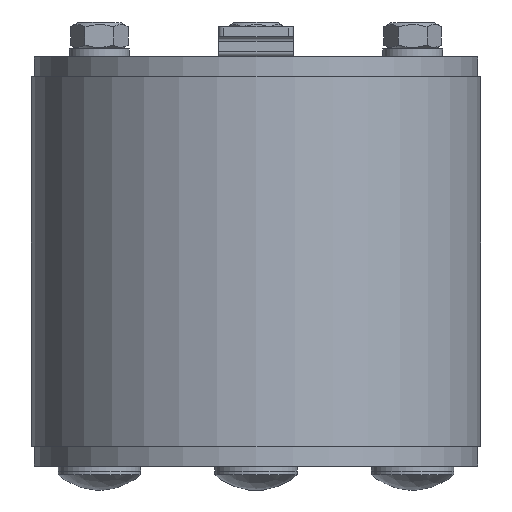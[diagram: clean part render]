
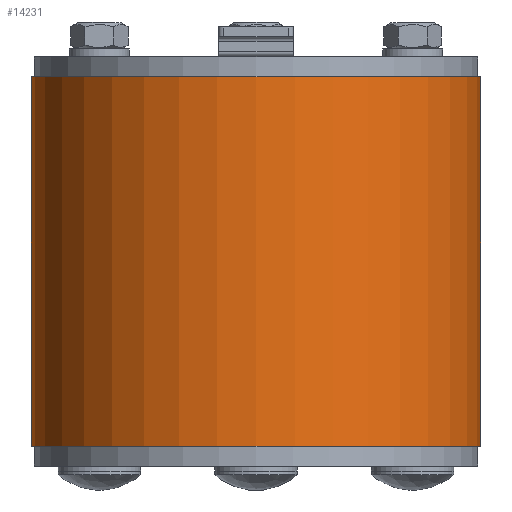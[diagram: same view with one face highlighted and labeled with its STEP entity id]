
A CAD part, front view. The second image highlights one B-rep face of the part: STEP entity #14231.
In plain terms, the highlighted cylindrical face has radius 45 mm (diameter 90 mm), a partial arc.
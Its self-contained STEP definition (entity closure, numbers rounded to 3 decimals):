
#360=LINE('',#19440,#1971);
#364=LINE('',#19449,#1975);
#1971=VECTOR('',#16048,74.);
#1975=VECTOR('',#16054,74.);
#4657=FACE_OUTER_BOUND('',#5468,.T.);
#5468=EDGE_LOOP('',(#10109,#10110,#10111,#10112));
#6345=CIRCLE('',#15075,45.);
#6346=CIRCLE('',#15076,45.);
#6546=VERTEX_POINT('',#19437);
#6547=VERTEX_POINT('',#19439);
#6550=VERTEX_POINT('',#19446);
#6551=VERTEX_POINT('',#19448);
#7960=EDGE_CURVE('',#6547,#6546,#360,.T.);
#7964=EDGE_CURVE('',#6550,#6551,#364,.T.);
#7966=EDGE_CURVE('',#6547,#6550,#6345,.T.);
#7967=EDGE_CURVE('',#6551,#6546,#6346,.T.);
#10109=ORIENTED_EDGE('',*,*,#7964,.F.);
#10110=ORIENTED_EDGE('',*,*,#7966,.F.);
#10111=ORIENTED_EDGE('',*,*,#7960,.T.);
#10112=ORIENTED_EDGE('',*,*,#7967,.F.);
#14130=CYLINDRICAL_SURFACE('',#15074,45.);
#14231=ADVANCED_FACE('',(#4657),#14130,.T.);
#15074=AXIS2_PLACEMENT_3D('',#19451,#16056,#16057);
#15075=AXIS2_PLACEMENT_3D('',#19452,#16058,#16059);
#15076=AXIS2_PLACEMENT_3D('',#19453,#16060,#16061);
#16048=DIRECTION('',(0.,0.,1.));
#16054=DIRECTION('',(0.,0.,1.));
#16056=DIRECTION('center_axis',(0.,0.,1.));
#16057=DIRECTION('ref_axis',(-1.,0.011,0.));
#16058=DIRECTION('center_axis',(0.,0.,-1.));
#16059=DIRECTION('ref_axis',(-1.,0.011,0.));
#16060=DIRECTION('center_axis',(0.,0.,1.));
#16061=DIRECTION('ref_axis',(-1.,0.011,0.));
#19437=CARTESIAN_POINT('',(-45.,0.,74.));
#19439=CARTESIAN_POINT('',(-45.,0.,0.));
#19440=CARTESIAN_POINT('',(-45.,0.,0.));
#19446=CARTESIAN_POINT('',(45.,0.,0.));
#19448=CARTESIAN_POINT('',(45.,0.,74.));
#19449=CARTESIAN_POINT('',(45.,0.,0.));
#19451=CARTESIAN_POINT('Origin',(0.,0.,0.));
#19452=CARTESIAN_POINT('Origin',(0.,0.,0.));
#19453=CARTESIAN_POINT('Origin',(0.,0.,74.));
